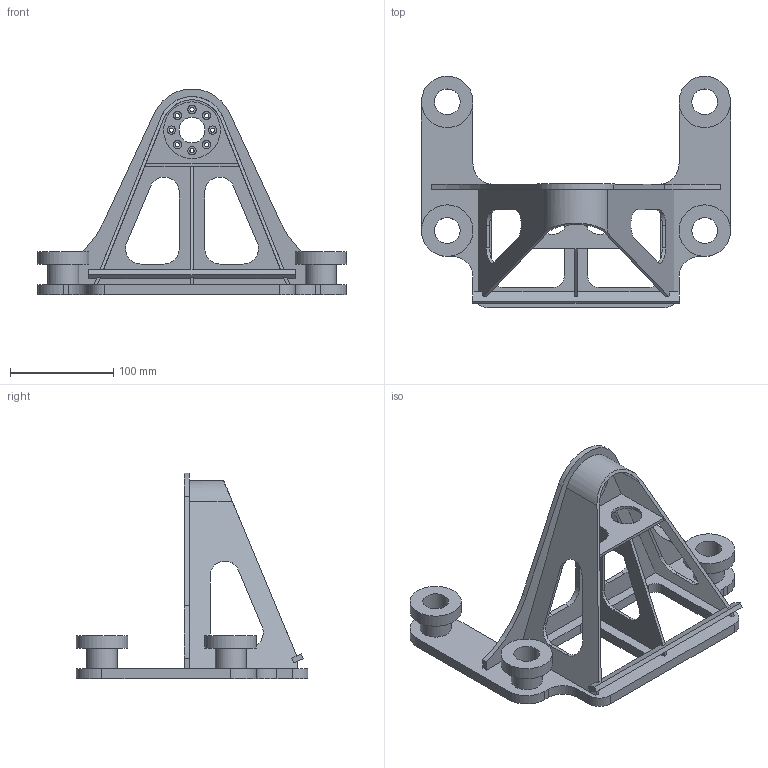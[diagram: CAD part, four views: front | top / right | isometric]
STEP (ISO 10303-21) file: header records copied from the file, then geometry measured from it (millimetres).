
FILE_DESCRIPTION( ( '' ), ' ' );
FILE_NAME( '5d77aec23e730415f81b5f16.step', '2019-09-10T14:10:11', ( '' ), ( '' ), ' ', ' ', ' ' );
FILE_SCHEMA( ( 'AUTOMOTIVE_DESIGN { 1 0 10303 214 1 1 1 1 }' ) );
Length unit declared in the file: metre
Products named in the file (1): Part 1
Bounding box: 300 x 225 x 199.85 mm (x, y, z)
Volume: 563217.1 mm3; surface area: 226708.1 mm2
Topology: 1 solids, 1 shells, 154 faces, 415 edges, 276 vertices
Faces by surface type: plane 84, cylinder 70
Full cylindrical faces by diameter (mm): 4 x8, 8 x8, 25 x5, 30 x6, 50 x4, 55 x1
Entity records: 6047 total; most frequent: DIRECTION 833, CARTESIAN_POINT 814, ORIENTED_EDGE 766, EDGE_CURVE 383, AXIS2_PLACEMENT_3D 295, VERTEX_POINT 276, EDGE_LOOP 247, LINE 243
